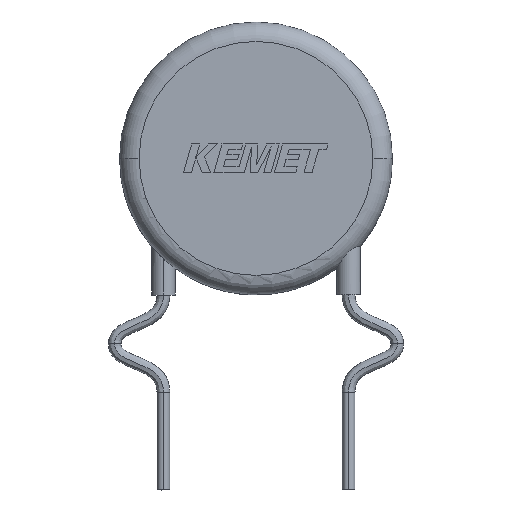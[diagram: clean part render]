
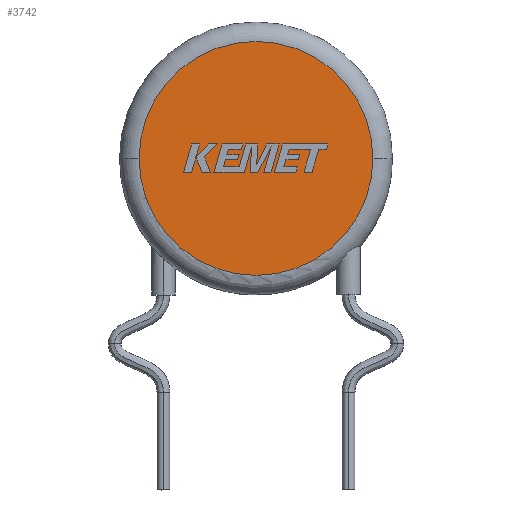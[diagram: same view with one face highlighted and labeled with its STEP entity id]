
A CAD part, top view. The second image highlights one B-rep face of the part: STEP entity #3742.
In plain terms, the highlighted planar face has unit normal (0, 0, 1).
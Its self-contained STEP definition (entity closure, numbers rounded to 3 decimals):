
#218 = EDGE_CURVE ( 'NONE', #3660, #1047, #3446, .T. ) ;
#449 = FACE_OUTER_BOUND ( 'NONE', #3426, .T. ) ;
#505 = CARTESIAN_POINT ( 'NONE',  ( 0., 0., 5. ) ) ;
#529 = CARTESIAN_POINT ( 'NONE',  ( 0., 0., 5. ) ) ;
#829 = DIRECTION ( 'NONE',  ( 1., 0., 0. ) ) ;
#862 = DIRECTION ( 'NONE',  ( 0., 0., 1. ) ) ;
#950 = ORIENTED_EDGE ( 'NONE', *, *, #3265, .T. ) ;
#1047 = VERTEX_POINT ( 'NONE', #1786 ) ;
#1511 = DIRECTION ( 'NONE',  ( 1., 0., 0. ) ) ;
#1786 = CARTESIAN_POINT ( 'NONE',  ( -6., 0., 5. ) ) ;
#1819 = DIRECTION ( 'NONE',  ( 0., 0., 1. ) ) ;
#2392 = PLANE ( 'NONE',  #3917 ) ;
#2755 = DIRECTION ( 'NONE',  ( 0., 0., 1. ) ) ;
#2831 = ORIENTED_EDGE ( 'NONE', *, *, #218, .T. ) ;
#3016 = DIRECTION ( 'NONE',  ( 1., 0., 0. ) ) ;
#3150 = AXIS2_PLACEMENT_3D ( 'NONE', #505, #862, #3016 ) ;
#3265 = EDGE_CURVE ( 'NONE', #1047, #3660, #3394, .T. ) ;
#3394 = CIRCLE ( 'NONE', #3150, 6. ) ;
#3426 = EDGE_LOOP ( 'NONE', ( #2831, #950 ) ) ;
#3446 = CIRCLE ( 'NONE', #3629, 6. ) ;
#3629 = AXIS2_PLACEMENT_3D ( 'NONE', #4011, #2755, #1511 ) ;
#3660 = VERTEX_POINT ( 'NONE', #3943 ) ;
#3742 = ADVANCED_FACE ( 'NONE', ( #449 ), #2392, .T. ) ;
#3917 = AXIS2_PLACEMENT_3D ( 'NONE', #529, #1819, #829 ) ;
#3943 = CARTESIAN_POINT ( 'NONE',  ( 6., 0., 5. ) ) ;
#4011 = CARTESIAN_POINT ( 'NONE',  ( 0., 0., 5. ) ) ;
